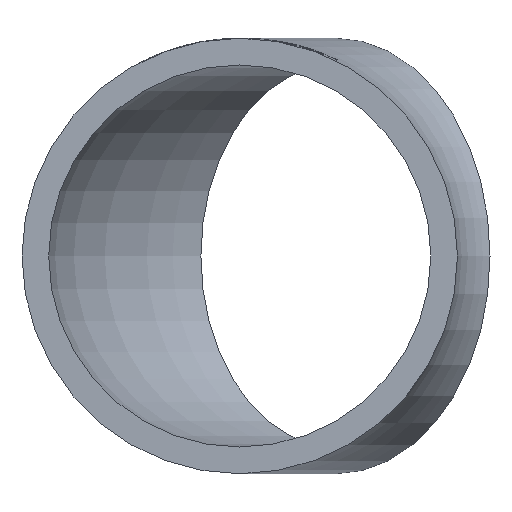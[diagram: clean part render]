
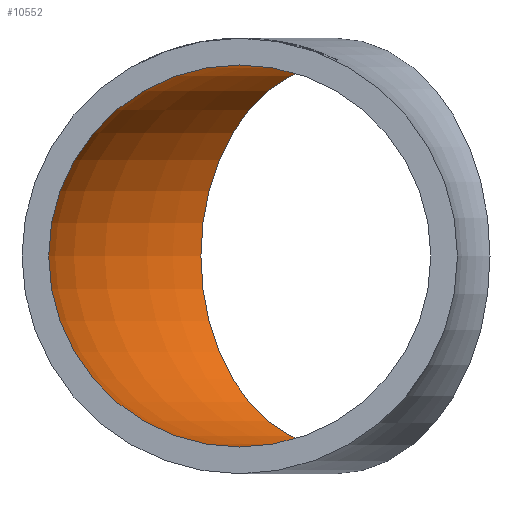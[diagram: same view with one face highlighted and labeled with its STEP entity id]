
A CAD part, front view. The second image highlights one B-rep face of the part: STEP entity #10552.
In plain terms, the highlighted toroidal (fillet/blend) face has major radius 32 mm and minor radius 18.6 mm.
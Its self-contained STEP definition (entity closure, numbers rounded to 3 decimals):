
#1098 = VERTEX_POINT ( 'NONE', #12299 ) ;
#1732 = EDGE_LOOP ( 'NONE', ( #15795 ) ) ;
#2598 = ORIENTED_EDGE ( 'NONE', *, *, #10508, .F. ) ;
#3707 = AXIS2_PLACEMENT_3D ( 'NONE', #14556, #4659, #7763 ) ;
#4275 = CIRCLE ( 'NONE', #17020, 18.6 ) ;
#4659 = DIRECTION ( 'NONE',  ( 0., 0., -1. ) ) ;
#6493 = DIRECTION ( 'NONE',  ( 0.707, 0.707, 0. ) ) ;
#6536 = EDGE_LOOP ( 'NONE', ( #2598 ) ) ;
#7763 = DIRECTION ( 'NONE',  ( -1., 0., 0. ) ) ;
#9110 = DIRECTION ( 'NONE',  ( 0., 1., 0. ) ) ;
#9289 = DIRECTION ( 'NONE',  ( -0.707, 0.707, 0. ) ) ;
#9486 = VERTEX_POINT ( 'NONE', #13667 ) ;
#9513 = CIRCLE ( 'NONE', #10093, 18.6 ) ;
#9801 = TOROIDAL_SURFACE ( 'NONE', #3707, 32., 18.6 ) ;
#10093 = AXIS2_PLACEMENT_3D ( 'NONE', #15912, #9110, #11931 ) ;
#10485 = FACE_OUTER_BOUND ( 'NONE', #6536, .T. ) ;
#10508 = EDGE_CURVE ( 'NONE', #1098, #1098, #9513, .T. ) ;
#10552 = ADVANCED_FACE ( 'NONE', ( #13029, #10485 ), #9801, .F. ) ;
#10778 = EDGE_CURVE ( 'NONE', #9486, #9486, #4275, .T. ) ;
#11931 = DIRECTION ( 'NONE',  ( 0., 0., 1. ) ) ;
#12299 = CARTESIAN_POINT ( 'NONE',  ( -32., 0., 18.6 ) ) ;
#13029 = FACE_OUTER_BOUND ( 'NONE', #1732, .T. ) ;
#13667 = CARTESIAN_POINT ( 'NONE',  ( -35.78, 35.78, 0. ) ) ;
#14556 = CARTESIAN_POINT ( 'NONE',  ( 0., 0., 0. ) ) ;
#15795 = ORIENTED_EDGE ( 'NONE', *, *, #10778, .T. ) ;
#15912 = CARTESIAN_POINT ( 'NONE',  ( -32., 0., 0. ) ) ;
#16434 = CARTESIAN_POINT ( 'NONE',  ( -22.627, 22.627, 0. ) ) ;
#17020 = AXIS2_PLACEMENT_3D ( 'NONE', #16434, #6493, #9289 ) ;
